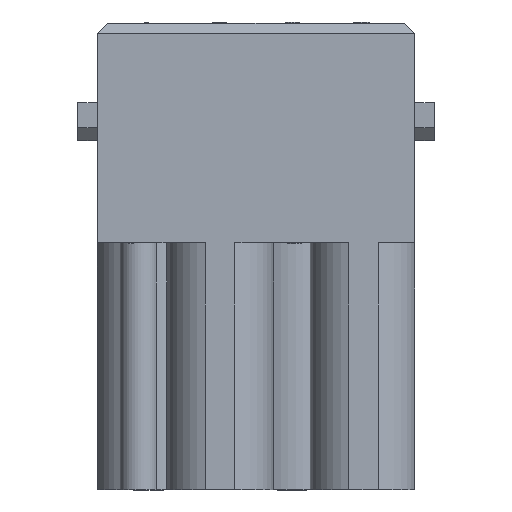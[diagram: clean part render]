
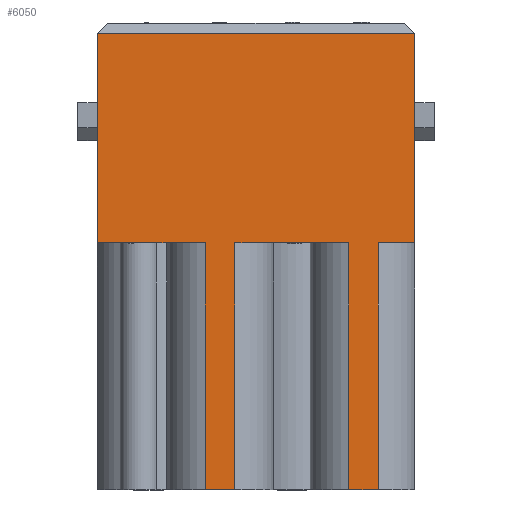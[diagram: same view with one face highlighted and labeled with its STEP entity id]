
A CAD part, top view. The second image highlights one B-rep face of the part: STEP entity #6050.
In plain terms, the highlighted planar face has unit normal (0, 0, 1).
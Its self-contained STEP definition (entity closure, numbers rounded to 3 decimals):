
#1=DIRECTION('',(1.,0.,0.));
#2=VECTOR('',#1,30.3);
#3=CARTESIAN_POINT('',(-15.15,88.2,7.3));
#4=LINE('',#3,#2);
#5=DIRECTION('',(0.,-1.,0.));
#6=VECTOR('',#5,20.);
#7=CARTESIAN_POINT('',(15.15,88.2,7.3));
#8=LINE('',#7,#6);
#9=DIRECTION('',(1.,0.,0.));
#10=VECTOR('',#9,2.828);
#11=CARTESIAN_POINT('',(8.861,44.6,7.3));
#12=LINE('',#11,#10);
#13=DIRECTION('',(-1.,0.,0.));
#14=VECTOR('',#13,10.872);
#15=CARTESIAN_POINT('',(8.861,68.2,7.3));
#16=LINE('',#15,#14);
#17=DIRECTION('',(1.,0.,0.));
#18=VECTOR('',#17,2.828);
#19=CARTESIAN_POINT('',(-4.839,44.6,7.3));
#20=LINE('',#19,#18);
#21=DIRECTION('',(0.,1.,0.));
#22=VECTOR('',#21,23.6);
#23=CARTESIAN_POINT('',(-4.839,44.6,7.3));
#24=LINE('',#23,#22);
#25=DIRECTION('',(-1.,0.,0.));
#26=VECTOR('',#25,10.311);
#27=CARTESIAN_POINT('',(-4.839,68.2,7.3));
#28=LINE('',#27,#26);
#29=DIRECTION('',(0.,1.,0.));
#30=VECTOR('',#29,20.);
#31=CARTESIAN_POINT('',(-15.15,68.2,7.3));
#32=LINE('',#31,#30);
#1097=DIRECTION('',(0.,1.,0.));
#1098=VECTOR('',#1097,23.6);
#1099=CARTESIAN_POINT('',(-2.011,44.6,7.3));
#1100=LINE('',#1099,#1098);
#1106=DIRECTION('',(1.,0.,0.));
#1107=VECTOR('',#1106,3.461);
#1108=CARTESIAN_POINT('',(11.689,68.2,7.3));
#1109=LINE('',#1108,#1107);
#1609=DIRECTION('',(0.,1.,0.));
#1610=VECTOR('',#1609,23.6);
#1611=CARTESIAN_POINT('',(11.689,44.6,7.3));
#1612=LINE('',#1611,#1610);
#1939=DIRECTION('',(0.,-1.,0.));
#1940=VECTOR('',#1939,23.6);
#1941=CARTESIAN_POINT('',(8.861,68.2,7.3));
#1942=LINE('',#1941,#1940);
#4623=CARTESIAN_POINT('',(11.689,68.2,7.3));
#4625=VERTEX_POINT('',#4623);
#4631=CARTESIAN_POINT('',(15.15,68.2,7.3));
#4632=VERTEX_POINT('',#4631);
#4640=CARTESIAN_POINT('',(-15.15,68.2,7.3));
#4642=VERTEX_POINT('',#4640);
#4693=CARTESIAN_POINT('',(-4.839,44.6,7.3));
#4694=CARTESIAN_POINT('',(-2.011,44.6,7.3));
#4695=VERTEX_POINT('',#4693);
#4696=VERTEX_POINT('',#4694);
#4697=CARTESIAN_POINT('',(8.861,44.6,7.3));
#4698=CARTESIAN_POINT('',(11.689,44.6,7.3));
#4699=VERTEX_POINT('',#4697);
#4700=VERTEX_POINT('',#4698);
#4735=CARTESIAN_POINT('',(-4.839,68.2,7.3));
#4736=VERTEX_POINT('',#4735);
#4737=CARTESIAN_POINT('',(-2.011,68.2,7.3));
#4738=VERTEX_POINT('',#4737);
#4739=CARTESIAN_POINT('',(8.861,68.2,7.3));
#4740=VERTEX_POINT('',#4739);
#5160=CARTESIAN_POINT('',(-15.15,88.2,7.3));
#5162=VERTEX_POINT('',#5160);
#5163=CARTESIAN_POINT('',(15.15,88.2,7.3));
#5164=VERTEX_POINT('',#5163);
#6019=CARTESIAN_POINT('',(-15.15,3.,7.3));
#6020=DIRECTION('',(0.,0.,1.));
#6021=DIRECTION('',(1.,0.,0.));
#6022=AXIS2_PLACEMENT_3D('',#6019,#6020,#6021);
#6023=PLANE('',#6022);
#6025=ORIENTED_EDGE('',*,*,#6024,.T.);
#6027=ORIENTED_EDGE('',*,*,#6026,.T.);
#6029=ORIENTED_EDGE('',*,*,#6028,.F.);
#6031=ORIENTED_EDGE('',*,*,#6030,.F.);
#6033=ORIENTED_EDGE('',*,*,#6032,.F.);
#6035=ORIENTED_EDGE('',*,*,#6034,.F.);
#6037=ORIENTED_EDGE('',*,*,#6036,.T.);
#6039=ORIENTED_EDGE('',*,*,#6038,.F.);
#6041=ORIENTED_EDGE('',*,*,#6040,.F.);
#6043=ORIENTED_EDGE('',*,*,#6042,.T.);
#6045=ORIENTED_EDGE('',*,*,#6044,.T.);
#6047=ORIENTED_EDGE('',*,*,#6046,.T.);
#6048=EDGE_LOOP('',(#6025,#6027,#6029,#6031,#6033,#6035,#6037,#6039,#6041,#6043,
#6045,#6047));
#6049=FACE_OUTER_BOUND('',#6048,.F.);
#6050=ADVANCED_FACE('',(#6049),#6023,.T.);
#6024=EDGE_CURVE('',#5162,#5164,#4,.T.);
#6026=EDGE_CURVE('',#5164,#4632,#8,.T.);
#6028=EDGE_CURVE('',#4625,#4632,#1109,.T.);
#6030=EDGE_CURVE('',#4700,#4625,#1612,.T.);
#6032=EDGE_CURVE('',#4699,#4700,#12,.T.);
#6034=EDGE_CURVE('',#4740,#4699,#1942,.T.);
#6036=EDGE_CURVE('',#4740,#4738,#16,.T.);
#6038=EDGE_CURVE('',#4696,#4738,#1100,.T.);
#6040=EDGE_CURVE('',#4695,#4696,#20,.T.);
#6042=EDGE_CURVE('',#4695,#4736,#24,.T.);
#6044=EDGE_CURVE('',#4736,#4642,#28,.T.);
#6046=EDGE_CURVE('',#4642,#5162,#32,.T.);
